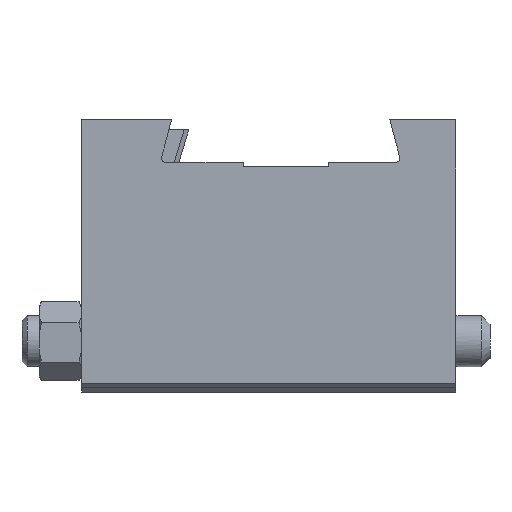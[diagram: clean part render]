
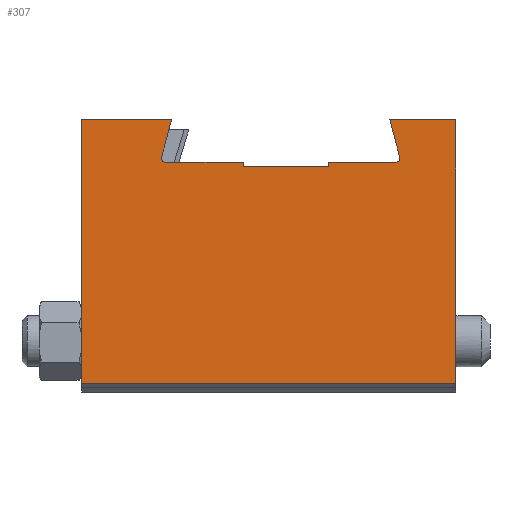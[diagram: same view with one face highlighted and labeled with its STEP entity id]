
A CAD part, left-side view. The second image highlights one B-rep face of the part: STEP entity #307.
In plain terms, the highlighted planar face has unit normal (-1, 0, 0).
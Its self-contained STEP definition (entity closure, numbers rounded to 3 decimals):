
#152=FACE_OUTER_BOUND('',#682,.T.);
#307=ADVANCED_FACE('',(#152),#474,.T.);
#474=PLANE('',#3240);
#585=CIRCLE('',#3210,0.5);
#587=CIRCLE('',#3239,0.5);
#682=EDGE_LOOP('',(#1109,#1110,#1111,#1112,#1113,#1114,#1115,#1116,#1117,
#1118,#1119,#1120,#1121,#1122));
#1109=ORIENTED_EDGE('',*,*,#2124,.F.);
#1110=ORIENTED_EDGE('',*,*,#2120,.T.);
#1111=ORIENTED_EDGE('',*,*,#2105,.T.);
#1112=ORIENTED_EDGE('',*,*,#2247,.T.);
#1113=ORIENTED_EDGE('',*,*,#2241,.F.);
#1114=ORIENTED_EDGE('',*,*,#2250,.T.);
#1115=ORIENTED_EDGE('',*,*,#2251,.F.);
#1116=ORIENTED_EDGE('',*,*,#2252,.F.);
#1117=ORIENTED_EDGE('',*,*,#2253,.F.);
#1118=ORIENTED_EDGE('',*,*,#2254,.F.);
#1119=ORIENTED_EDGE('',*,*,#2255,.F.);
#1120=ORIENTED_EDGE('',*,*,#2256,.F.);
#1121=ORIENTED_EDGE('',*,*,#2257,.F.);
#1122=ORIENTED_EDGE('',*,*,#2127,.T.);
#1806=VERTEX_POINT('',#4357);
#1807=VERTEX_POINT('',#4359);
#1821=VERTEX_POINT('',#4389);
#1822=VERTEX_POINT('',#4393);
#1825=VERTEX_POINT('',#4400);
#1869=VERTEX_POINT('',#4533);
#1900=VERTEX_POINT('',#4612);
#1901=VERTEX_POINT('',#4628);
#1902=VERTEX_POINT('',#4630);
#1903=VERTEX_POINT('',#4632);
#1904=VERTEX_POINT('',#4634);
#1905=VERTEX_POINT('',#4636);
#1906=VERTEX_POINT('',#4638);
#1907=VERTEX_POINT('',#4640);
#2105=EDGE_CURVE('',#1807,#1806,#2549,.T.);
#2120=EDGE_CURVE('',#1821,#1807,#2558,.T.);
#2124=EDGE_CURVE('',#1821,#1822,#2562,.T.);
#2127=EDGE_CURVE('',#1825,#1822,#585,.T.);
#2241=EDGE_CURVE('',#1900,#1869,#2676,.T.);
#2247=EDGE_CURVE('',#1806,#1869,#2682,.T.);
#2250=EDGE_CURVE('',#1900,#1901,#2685,.T.);
#2251=EDGE_CURVE('',#1902,#1901,#2686,.T.);
#2252=EDGE_CURVE('',#1903,#1902,#587,.T.);
#2253=EDGE_CURVE('',#1904,#1903,#2687,.T.);
#2254=EDGE_CURVE('',#1905,#1904,#2688,.T.);
#2255=EDGE_CURVE('',#1906,#1905,#2689,.T.);
#2256=EDGE_CURVE('',#1907,#1906,#2690,.T.);
#2257=EDGE_CURVE('',#1825,#1907,#2691,.T.);
#2549=LINE('',#4358,#2909);
#2558=LINE('',#4388,#2918);
#2562=LINE('',#4396,#2922);
#2676=LINE('',#4613,#3036);
#2682=LINE('',#4622,#3042);
#2685=LINE('',#4627,#3045);
#2686=LINE('',#4629,#3046);
#2687=LINE('',#4633,#3047);
#2688=LINE('',#4635,#3048);
#2689=LINE('',#4637,#3049);
#2690=LINE('',#4639,#3050);
#2691=LINE('',#4641,#3051);
#2909=VECTOR('',#3492,1.);
#2918=VECTOR('',#3515,1.);
#2922=VECTOR('',#3521,1.);
#3036=VECTOR('',#3687,1.);
#3042=VECTOR('',#3699,1.);
#3045=VECTOR('',#3706,1.);
#3046=VECTOR('',#3707,1.);
#3047=VECTOR('',#3710,1.);
#3048=VECTOR('',#3711,1.);
#3049=VECTOR('',#3712,1.);
#3050=VECTOR('',#3713,1.);
#3051=VECTOR('',#3714,1.);
#3210=AXIS2_PLACEMENT_3D('',#4402,#3527,#3528);
#3239=AXIS2_PLACEMENT_3D('',#4631,#3708,#3709);
#3240=AXIS2_PLACEMENT_3D('',#4642,#3715,#3716);
#3492=DIRECTION('',(0.,0.,-1.));
#3515=DIRECTION('',(0.,1.,0.));
#3521=DIRECTION('',(0.,0.259,-0.966));
#3527=DIRECTION('',(1.,0.,0.));
#3528=DIRECTION('',(0.,0.,-1.));
#3687=DIRECTION('',(0.,0.,-1.));
#3699=DIRECTION('',(0.,-1.,0.));
#3706=DIRECTION('',(0.,1.,0.));
#3707=DIRECTION('',(0.,0.259,0.966));
#3708=DIRECTION('',(-1.,0.,0.));
#3709=DIRECTION('',(0.,0.,-1.));
#3710=DIRECTION('',(0.,-1.,0.));
#3711=DIRECTION('',(0.,0.,1.));
#3712=DIRECTION('',(0.,-1.,0.));
#3713=DIRECTION('',(0.,0.,-1.));
#3714=DIRECTION('',(0.,-1.,0.));
#3715=DIRECTION('',(-1.,0.,0.));
#3716=DIRECTION('',(0.,0.,1.));
#4357=CARTESIAN_POINT('',(-20.,11.6,0.825));
#4358=CARTESIAN_POINT('',(-20.,11.6,31.825));
#4359=CARTESIAN_POINT('',(-20.,11.6,31.825));
#4388=CARTESIAN_POINT('',(-20.,-10.4,31.825));
#4389=CARTESIAN_POINT('',(-20.,1.018,31.825));
#4393=CARTESIAN_POINT('',(-20.,2.189,27.454));
#4396=CARTESIAN_POINT('',(-20.,0.253,34.68));
#4400=CARTESIAN_POINT('',(-20.,1.706,26.825));
#4402=CARTESIAN_POINT('',(-20.,1.706,27.325));
#4533=CARTESIAN_POINT('',(-20.,-32.4,0.825));
#4612=CARTESIAN_POINT('',(-20.,-32.4,31.825));
#4613=CARTESIAN_POINT('',(-20.,-32.4,31.825));
#4622=CARTESIAN_POINT('',(-20.,-10.4,0.825));
#4627=CARTESIAN_POINT('',(-20.,-10.4,31.825));
#4628=CARTESIAN_POINT('',(-20.,-24.618,31.825));
#4629=CARTESIAN_POINT('',(-20.,-23.666,35.38));
#4630=CARTESIAN_POINT('',(-20.,-25.789,27.455));
#4631=CARTESIAN_POINT('',(-20.,-25.306,27.325));
#4632=CARTESIAN_POINT('',(-20.,-25.306,26.825));
#4633=CARTESIAN_POINT('',(-20.,-10.4,26.825));
#4634=CARTESIAN_POINT('',(-20.,-17.4,26.825));
#4635=CARTESIAN_POINT('',(-20.,-17.4,31.825));
#4636=CARTESIAN_POINT('',(-20.,-17.4,26.325));
#4637=CARTESIAN_POINT('',(-20.,-10.4,26.325));
#4638=CARTESIAN_POINT('',(-20.,-7.4,26.325));
#4639=CARTESIAN_POINT('',(-20.,-7.4,31.825));
#4640=CARTESIAN_POINT('',(-20.,-7.4,26.825));
#4641=CARTESIAN_POINT('',(-20.,-10.4,26.825));
#4642=CARTESIAN_POINT('',(-20.,-10.4,31.825));
